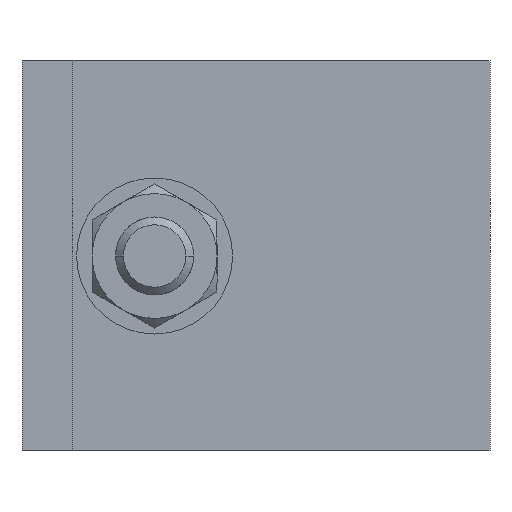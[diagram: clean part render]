
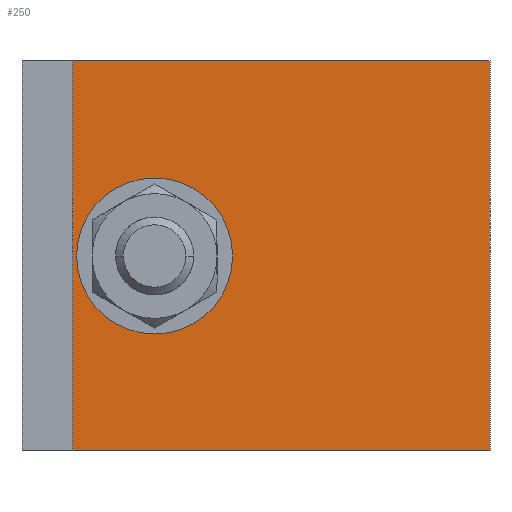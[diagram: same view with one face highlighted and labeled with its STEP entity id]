
A CAD part, front view. The second image highlights one B-rep face of the part: STEP entity #250.
In plain terms, the highlighted planar face has unit normal (0, -1, 0).
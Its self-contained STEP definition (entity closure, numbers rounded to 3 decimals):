
#59=DIRECTION('',(-1.,0.,0.));
#60=VECTOR('',#59,53.5);
#61=CARTESIAN_POINT('',(30.,-6.5,0.));
#62=LINE('',#61,#60);
#63=DIRECTION('',(0.,0.,1.));
#64=VECTOR('',#63,50.);
#65=CARTESIAN_POINT('',(-23.5,-6.5,0.));
#66=LINE('',#65,#64);
#67=DIRECTION('',(1.,0.,0.));
#68=VECTOR('',#67,53.5);
#69=CARTESIAN_POINT('',(-23.5,-6.5,50.));
#70=LINE('',#69,#68);
#71=DIRECTION('',(0.,0.,1.));
#72=VECTOR('',#71,50.);
#73=CARTESIAN_POINT('',(30.,-6.5,0.));
#74=LINE('',#73,#72);
#75=CARTESIAN_POINT('',(-13.,-6.5,25.));
#76=DIRECTION('',(0.,1.,0.));
#77=DIRECTION('',(0.,0.,1.));
#78=AXIS2_PLACEMENT_3D('',#75,#76,#77);
#80=CARTESIAN_POINT('',(-13.,-6.5,25.));
#81=DIRECTION('',(0.,1.,0.));
#82=DIRECTION('',(0.,0.,-1.));
#83=AXIS2_PLACEMENT_3D('',#80,#81,#82);
#105=CARTESIAN_POINT('',(-13.,-6.5,30.5));
#106=VERTEX_POINT('',#105);
#107=CARTESIAN_POINT('',(-13.,-6.5,19.5));
#108=VERTEX_POINT('',#107);
#113=CARTESIAN_POINT('',(30.,-6.5,50.));
#114=VERTEX_POINT('',#113);
#115=CARTESIAN_POINT('',(30.,-6.5,0.));
#116=VERTEX_POINT('',#115);
#121=CARTESIAN_POINT('',(-23.5,-6.5,0.));
#122=CARTESIAN_POINT('',(-23.5,-6.5,50.));
#123=VERTEX_POINT('',#121);
#124=VERTEX_POINT('',#122);
#232=CARTESIAN_POINT('',(30.,-6.5,50.));
#233=DIRECTION('',(0.,-1.,0.));
#234=DIRECTION('',(0.,0.,-1.));
#235=AXIS2_PLACEMENT_3D('',#232,#233,#234);
#236=PLANE('',#235);
#237=ORIENTED_EDGE('',*,*,#199,.T.);
#238=ORIENTED_EDGE('',*,*,#225,.T.);
#239=ORIENTED_EDGE('',*,*,#142,.T.);
#241=ORIENTED_EDGE('',*,*,#240,.F.);
#242=EDGE_LOOP('',(#237,#238,#239,#241));
#243=FACE_OUTER_BOUND('',#242,.F.);
#245=ORIENTED_EDGE('',*,*,#244,.F.);
#247=ORIENTED_EDGE('',*,*,#246,.F.);
#248=EDGE_LOOP('',(#245,#247));
#249=FACE_BOUND('',#248,.F.);
#250=ADVANCED_FACE('',(#243,#249),#236,.T.);
#79=CIRCLE('',#78,5.5);
#84=CIRCLE('',#83,5.5);
#142=EDGE_CURVE('',#124,#114,#70,.T.);
#199=EDGE_CURVE('',#116,#123,#62,.T.);
#225=EDGE_CURVE('',#123,#124,#66,.T.);
#240=EDGE_CURVE('',#116,#114,#74,.T.);
#244=EDGE_CURVE('',#106,#108,#79,.T.);
#246=EDGE_CURVE('',#108,#106,#84,.T.);
